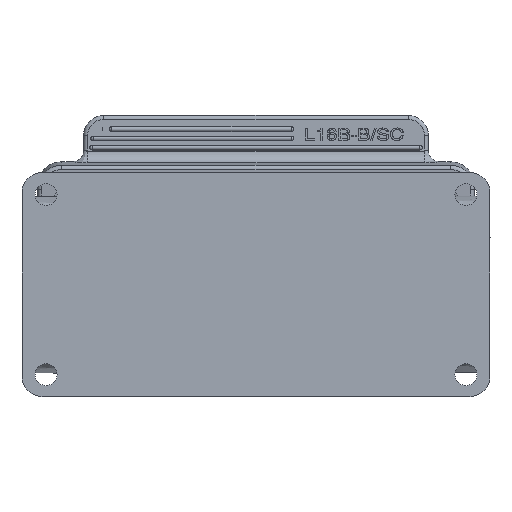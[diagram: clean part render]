
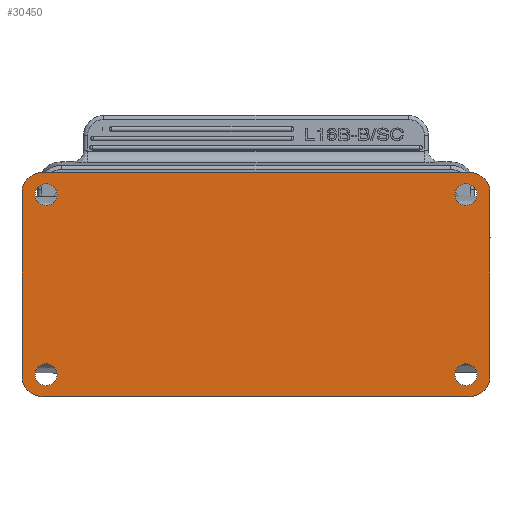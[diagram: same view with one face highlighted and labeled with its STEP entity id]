
A CAD part, front view. The second image highlights one B-rep face of the part: STEP entity #30450.
In plain terms, the highlighted planar face has unit normal (0, -1, 0).
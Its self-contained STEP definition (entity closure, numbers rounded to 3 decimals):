
#7314=DIRECTION('',(0.,0.,-1.));
#7315=VECTOR('',#7314,46.);
#7316=CARTESIAN_POINT('',(118.,0.,-5.));
#7317=LINE('',#7316,#7315);
#7318=CARTESIAN_POINT('',(113.,0.,-51.));
#7319=DIRECTION('',(0.,1.,0.));
#7320=DIRECTION('',(1.,0.,0.));
#7321=AXIS2_PLACEMENT_3D('',#7318,#7319,#7320);
#7323=CARTESIAN_POINT('',(6.,0.,-51.));
#7324=DIRECTION('',(0.,1.,0.));
#7325=DIRECTION('',(0.,0.,-1.));
#7326=AXIS2_PLACEMENT_3D('',#7323,#7324,#7325);
#7328=DIRECTION('',(0.,0.,1.));
#7329=VECTOR('',#7328,46.);
#7330=CARTESIAN_POINT('',(1.,0.,-51.));
#7331=LINE('',#7330,#7329);
#7332=CARTESIAN_POINT('',(6.,0.,-5.));
#7333=DIRECTION('',(0.,1.,0.));
#7334=DIRECTION('',(-1.,0.,0.));
#7335=AXIS2_PLACEMENT_3D('',#7332,#7333,#7334);
#7337=DIRECTION('',(1.,0.,0.));
#7338=VECTOR('',#7337,107.);
#7339=CARTESIAN_POINT('',(6.,0.,0.));
#7340=LINE('',#7339,#7338);
#7341=CARTESIAN_POINT('',(113.,0.,-5.));
#7342=DIRECTION('',(0.,1.,0.));
#7343=DIRECTION('',(0.,0.,1.));
#7344=AXIS2_PLACEMENT_3D('',#7341,#7342,#7343);
#7346=CARTESIAN_POINT('',(7.,0.,-5.5));
#7347=DIRECTION('',(0.,-1.,0.));
#7348=DIRECTION('',(0.,0.,1.));
#7349=AXIS2_PLACEMENT_3D('',#7346,#7347,#7348);
#7351=CARTESIAN_POINT('',(7.,0.,-5.5));
#7352=DIRECTION('',(0.,-1.,0.));
#7353=DIRECTION('',(0.,0.,-1.));
#7354=AXIS2_PLACEMENT_3D('',#7351,#7352,#7353);
#7356=CARTESIAN_POINT('',(7.,0.,-50.5));
#7357=DIRECTION('',(0.,-1.,0.));
#7358=DIRECTION('',(0.,0.,1.));
#7359=AXIS2_PLACEMENT_3D('',#7356,#7357,#7358);
#7361=CARTESIAN_POINT('',(7.,0.,-50.5));
#7362=DIRECTION('',(0.,-1.,0.));
#7363=DIRECTION('',(0.,0.,-1.));
#7364=AXIS2_PLACEMENT_3D('',#7361,#7362,#7363);
#7366=CARTESIAN_POINT('',(112.,0.,-50.5));
#7367=DIRECTION('',(0.,-1.,0.));
#7368=DIRECTION('',(0.,0.,1.));
#7369=AXIS2_PLACEMENT_3D('',#7366,#7367,#7368);
#7371=CARTESIAN_POINT('',(112.,0.,-50.5));
#7372=DIRECTION('',(0.,-1.,0.));
#7373=DIRECTION('',(0.,0.,-1.));
#7374=AXIS2_PLACEMENT_3D('',#7371,#7372,#7373);
#7376=CARTESIAN_POINT('',(112.,0.,-5.5));
#7377=DIRECTION('',(0.,-1.,0.));
#7378=DIRECTION('',(0.,0.,1.));
#7379=AXIS2_PLACEMENT_3D('',#7376,#7377,#7378);
#7381=CARTESIAN_POINT('',(112.,0.,-5.5));
#7382=DIRECTION('',(0.,-1.,0.));
#7383=DIRECTION('',(0.,0.,-1.));
#7384=AXIS2_PLACEMENT_3D('',#7381,#7382,#7383);
#7399=DIRECTION('',(1.,0.,0.));
#7400=VECTOR('',#7399,107.);
#7401=CARTESIAN_POINT('',(6.,0.,-56.));
#7402=LINE('',#7401,#7400);
#13003=CARTESIAN_POINT('',(113.,0.,0.));
#13005=VERTEX_POINT('',#13003);
#13007=CARTESIAN_POINT('',(118.,0.,-5.));
#13009=VERTEX_POINT('',#13007);
#13447=CARTESIAN_POINT('',(112.,0.,-2.75));
#13448=VERTEX_POINT('',#13447);
#13449=CARTESIAN_POINT('',(118.,0.,-51.));
#13450=VERTEX_POINT('',#13449);
#13451=CARTESIAN_POINT('',(113.,0.,-56.));
#13452=VERTEX_POINT('',#13451);
#13453=CARTESIAN_POINT('',(6.,0.,-56.));
#13454=VERTEX_POINT('',#13453);
#13455=CARTESIAN_POINT('',(1.,0.,-51.));
#13456=VERTEX_POINT('',#13455);
#13457=CARTESIAN_POINT('',(1.,0.,-5.));
#13458=VERTEX_POINT('',#13457);
#13459=CARTESIAN_POINT('',(6.,0.,0.));
#13460=VERTEX_POINT('',#13459);
#13461=CARTESIAN_POINT('',(7.,0.,-2.75));
#13462=CARTESIAN_POINT('',(7.,0.,-8.25));
#13463=VERTEX_POINT('',#13461);
#13464=VERTEX_POINT('',#13462);
#13465=CARTESIAN_POINT('',(7.,0.,-47.75));
#13466=CARTESIAN_POINT('',(7.,0.,-53.25));
#13467=VERTEX_POINT('',#13465);
#13468=VERTEX_POINT('',#13466);
#13469=CARTESIAN_POINT('',(112.,0.,-47.75));
#13470=CARTESIAN_POINT('',(112.,0.,-53.25));
#13471=VERTEX_POINT('',#13469);
#13472=VERTEX_POINT('',#13470);
#13473=CARTESIAN_POINT('',(112.,0.,-8.25));
#13474=VERTEX_POINT('',#13473);
#30408=CARTESIAN_POINT('',(59.5,0.,-28.));
#30409=DIRECTION('',(0.,1.,0.));
#30410=DIRECTION('',(0.,0.,1.));
#30411=AXIS2_PLACEMENT_3D('',#30408,#30409,#30410);
#30412=PLANE('',#30411);
#30413=ORIENTED_EDGE('',*,*,#26217,.T.);
#30415=ORIENTED_EDGE('',*,*,#30414,.T.);
#30417=ORIENTED_EDGE('',*,*,#30416,.F.);
#30419=ORIENTED_EDGE('',*,*,#30418,.T.);
#30420=ORIENTED_EDGE('',*,*,#26707,.T.);
#30422=ORIENTED_EDGE('',*,*,#30421,.T.);
#30423=ORIENTED_EDGE('',*,*,#26250,.T.);
#30424=ORIENTED_EDGE('',*,*,#26237,.T.);
#30425=EDGE_LOOP('',(#30413,#30415,#30417,#30419,#30420,#30422,#30423,#30424));
#30426=FACE_OUTER_BOUND('',#30425,.F.);
#30428=ORIENTED_EDGE('',*,*,#30427,.T.);
#30430=ORIENTED_EDGE('',*,*,#30429,.T.);
#30431=EDGE_LOOP('',(#30428,#30430));
#30432=FACE_BOUND('',#30431,.F.);
#30434=ORIENTED_EDGE('',*,*,#30433,.T.);
#30436=ORIENTED_EDGE('',*,*,#30435,.T.);
#30437=EDGE_LOOP('',(#30434,#30436));
#30438=FACE_BOUND('',#30437,.F.);
#30440=ORIENTED_EDGE('',*,*,#30439,.T.);
#30442=ORIENTED_EDGE('',*,*,#30441,.T.);
#30443=EDGE_LOOP('',(#30440,#30442));
#30444=FACE_BOUND('',#30443,.F.);
#30445=ORIENTED_EDGE('',*,*,#30398,.T.);
#30447=ORIENTED_EDGE('',*,*,#30446,.T.);
#30448=EDGE_LOOP('',(#30445,#30447));
#30449=FACE_BOUND('',#30448,.F.);
#7322=CIRCLE('',#7321,5.);
#7327=CIRCLE('',#7326,5.);
#7336=CIRCLE('',#7335,5.);
#7345=CIRCLE('',#7344,5.);
#7350=CIRCLE('',#7349,2.75);
#7355=CIRCLE('',#7354,2.75);
#7360=CIRCLE('',#7359,2.75);
#7365=CIRCLE('',#7364,2.75);
#7370=CIRCLE('',#7369,2.75);
#7375=CIRCLE('',#7374,2.75);
#7380=CIRCLE('',#7379,2.75);
#7385=CIRCLE('',#7384,2.75);
#26217=EDGE_CURVE('',#13009,#13450,#7317,.T.);
#26237=EDGE_CURVE('',#13005,#13009,#7345,.T.);
#26250=EDGE_CURVE('',#13460,#13005,#7340,.T.);
#26707=EDGE_CURVE('',#13456,#13458,#7331,.T.);
#30398=EDGE_CURVE('',#13448,#13474,#7380,.T.);
#30414=EDGE_CURVE('',#13450,#13452,#7322,.T.);
#30416=EDGE_CURVE('',#13454,#13452,#7402,.T.);
#30418=EDGE_CURVE('',#13454,#13456,#7327,.T.);
#30421=EDGE_CURVE('',#13458,#13460,#7336,.T.);
#30427=EDGE_CURVE('',#13463,#13464,#7350,.T.);
#30429=EDGE_CURVE('',#13464,#13463,#7355,.T.);
#30433=EDGE_CURVE('',#13467,#13468,#7360,.T.);
#30435=EDGE_CURVE('',#13468,#13467,#7365,.T.);
#30439=EDGE_CURVE('',#13471,#13472,#7370,.T.);
#30441=EDGE_CURVE('',#13472,#13471,#7375,.T.);
#30446=EDGE_CURVE('',#13474,#13448,#7385,.T.);
#30450=ADVANCED_FACE('',(#30426,#30432,#30438,#30444,#30449),#30412,.F.);
